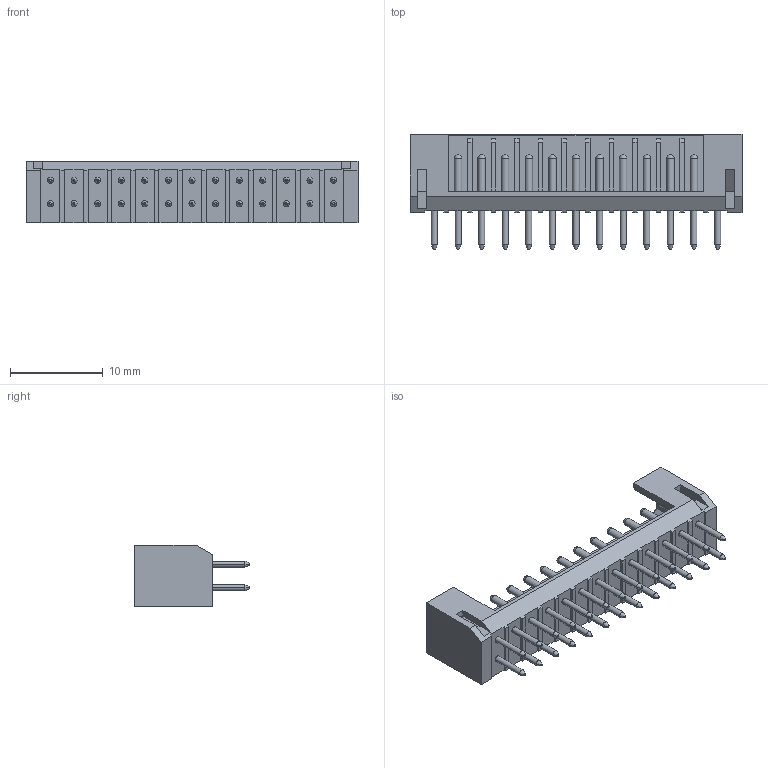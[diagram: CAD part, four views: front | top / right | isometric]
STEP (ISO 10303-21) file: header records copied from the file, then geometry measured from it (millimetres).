
FILE_DESCRIPTION (( 'STEP AP214' ), '1' );
FILE_NAME ('F1JL23-S26SD000-01-REF.STEP', '2025-09-10T00:48:52', ( '' ), ( '' ), 'SwSTEP 2.0', 'SolidWorks 2021', '' );
FILE_SCHEMA (( 'AUTOMOTIVE_DESIGN' ));
Length unit declared in the file: millimetre
Products named in the file (1): F1JL23-S26SD000-01-REF
Bounding box: 35.74 x 12.4 x 6.6 mm (x, y, z)
Volume: 818 mm3; surface area: 1832.5 mm2
Topology: 1 solids, 1 shells, 398 faces, 1032 edges, 632 vertices
Faces by surface type: plane 164, cylinder 104, cone 78, sphere 52
Entity records: 11324 total; most frequent: DIRECTION 2064, CARTESIAN_POINT 1907, ORIENTED_EDGE 1856, EDGE_CURVE 928, AXIS2_PLACEMENT_3D 737, VECTOR 590, LINE 590, VERTEX_POINT 580
